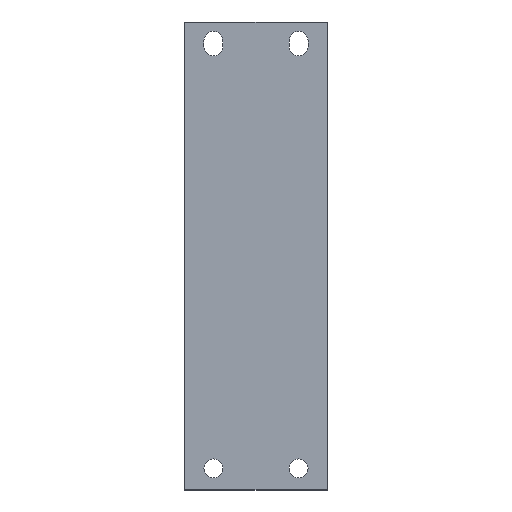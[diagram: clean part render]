
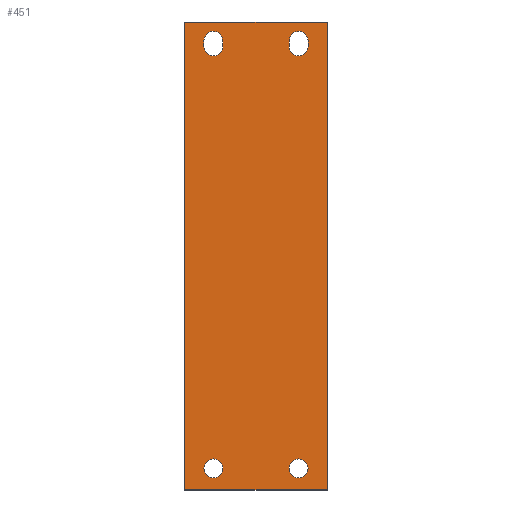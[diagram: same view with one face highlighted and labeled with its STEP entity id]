
A CAD part, top view. The second image highlights one B-rep face of the part: STEP entity #451.
In plain terms, the highlighted planar face has unit normal (0, 0, 1).
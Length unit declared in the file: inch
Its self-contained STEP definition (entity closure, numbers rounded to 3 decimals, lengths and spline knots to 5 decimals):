
#3 = AXIS2_PLACEMENT_3D ( 'NONE', #71, #220, #57 ) ;
#8 = CARTESIAN_POINT ( 'NONE',  ( 0.916, -3.735, 0.25 ) ) ;
#11 = EDGE_LOOP ( 'NONE', ( #354, #484, #462, #203 ) ) ;
#14 = FACE_OUTER_BOUND ( 'NONE', #623, .T. ) ;
#19 = AXIS2_PLACEMENT_3D ( 'NONE', #287, #311, #59 ) ;
#20 = AXIS2_PLACEMENT_3D ( 'NONE', #445, #42, #317 ) ;
#22 = LINE ( 'NONE', #25, #552 ) ;
#25 = CARTESIAN_POINT ( 'NONE',  ( -0.916, 3.685, 0.25 ) ) ;
#30 = ORIENTED_EDGE ( 'NONE', *, *, #517, .F. ) ;
#35 = EDGE_CURVE ( 'NONE', #72, #194, #619, .T. ) ;
#42 = DIRECTION ( 'NONE',  ( 0., 0., 1. ) ) ;
#45 = EDGE_LOOP ( 'NONE', ( #493, #303 ) ) ;
#48 = ORIENTED_EDGE ( 'NONE', *, *, #255, .F. ) ;
#57 = DIRECTION ( 'NONE',  ( 1., 0., 0. ) ) ;
#59 = DIRECTION ( 'NONE',  ( -1., 0., 0. ) ) ;
#64 = DIRECTION ( 'NONE',  ( 0., -1., 0. ) ) ;
#71 = CARTESIAN_POINT ( 'NONE',  ( -0.75, -3.735, 0.25 ) ) ;
#72 = VERTEX_POINT ( 'NONE', #286 ) ;
#78 = VERTEX_POINT ( 'NONE', #417 ) ;
#80 = VECTOR ( 'NONE', #408, 39.37008 ) ;
#86 = EDGE_LOOP ( 'NONE', ( #30, #638, #48, #341 ) ) ;
#97 = ORIENTED_EDGE ( 'NONE', *, *, #342, .F. ) ;
#106 = ORIENTED_EDGE ( 'NONE', *, *, #35, .T. ) ;
#107 = CIRCLE ( 'NONE', #271, 0.166 ) ;
#112 = VERTEX_POINT ( 'NONE', #298 ) ;
#114 = DIRECTION ( 'NONE',  ( 0., 0., 1. ) ) ;
#115 = CIRCLE ( 'NONE', #20, 0.166 ) ;
#130 = CARTESIAN_POINT ( 'NONE',  ( 0.75, -3.735, 0.25 ) ) ;
#138 = FACE_BOUND ( 'NONE', #11, .T. ) ;
#150 = VECTOR ( 'NONE', #624, 39.37008 ) ;
#155 = CARTESIAN_POINT ( 'NONE',  ( -1.25, 4.115, 0.25 ) ) ;
#159 = VERTEX_POINT ( 'NONE', #388 ) ;
#165 = LINE ( 'NONE', #444, #375 ) ;
#169 = ORIENTED_EDGE ( 'NONE', *, *, #492, .T. ) ;
#172 = DIRECTION ( 'NONE',  ( 0., -1., 0. ) ) ;
#174 = LINE ( 'NONE', #442, #596 ) ;
#178 = CARTESIAN_POINT ( 'NONE',  ( 0., 0., 0.25 ) ) ;
#179 = VERTEX_POINT ( 'NONE', #630 ) ;
#186 = CARTESIAN_POINT ( 'NONE',  ( -0.584, 3.685, 0.25 ) ) ;
#194 = VERTEX_POINT ( 'NONE', #585 ) ;
#200 = EDGE_CURVE ( 'NONE', #449, #78, #210, .T. ) ;
#203 = ORIENTED_EDGE ( 'NONE', *, *, #586, .F. ) ;
#210 = CIRCLE ( 'NONE', #3, 0.166 ) ;
#214 = VERTEX_POINT ( 'NONE', #379 ) ;
#216 = DIRECTION ( 'NONE',  ( 0., 0., 1. ) ) ;
#220 = DIRECTION ( 'NONE',  ( 0., 0., 1. ) ) ;
#231 = FACE_BOUND ( 'NONE', #86, .T. ) ;
#233 = CIRCLE ( 'NONE', #19, 0.166 ) ;
#237 = DIRECTION ( 'NONE',  ( 1., 0., 0. ) ) ;
#238 = EDGE_CURVE ( 'NONE', #419, #214, #233, .T. ) ;
#243 = FACE_BOUND ( 'NONE', #45, .T. ) ;
#249 = CARTESIAN_POINT ( 'NONE',  ( 1.25, 4.115, 0.25 ) ) ;
#255 = EDGE_CURVE ( 'NONE', #428, #350, #537, .T. ) ;
#262 = CARTESIAN_POINT ( 'NONE',  ( 1.25, 4.115, 0.25 ) ) ;
#263 = DIRECTION ( 'NONE',  ( 0., 0., 1. ) ) ;
#271 = AXIS2_PLACEMENT_3D ( 'NONE', #332, #216, #237 ) ;
#281 = VERTEX_POINT ( 'NONE', #433 ) ;
#284 = VECTOR ( 'NONE', #172, 39.37008 ) ;
#286 = CARTESIAN_POINT ( 'NONE',  ( -1.25, 4.115, 0.25 ) ) ;
#287 = CARTESIAN_POINT ( 'NONE',  ( 0.75, 3.785, 0.25 ) ) ;
#292 = EDGE_CURVE ( 'NONE', #159, #428, #525, .T. ) ;
#297 = LINE ( 'NONE', #155, #327 ) ;
#298 = CARTESIAN_POINT ( 'NONE',  ( 0.584, 3.685, 0.25 ) ) ;
#303 = ORIENTED_EDGE ( 'NONE', *, *, #597, .F. ) ;
#305 = DIRECTION ( 'NONE',  ( 1., 0., 0. ) ) ;
#306 = DIRECTION ( 'NONE',  ( -1., 0., 0. ) ) ;
#309 = EDGE_CURVE ( 'NONE', #350, #281, #22, .T. ) ;
#311 = DIRECTION ( 'NONE',  ( 0., 0., 1. ) ) ;
#313 = LINE ( 'NONE', #249, #80 ) ;
#317 = DIRECTION ( 'NONE',  ( 1., 0., 0. ) ) ;
#327 = VECTOR ( 'NONE', #306, 39.37008 ) ;
#330 = AXIS2_PLACEMENT_3D ( 'NONE', #130, #114, #346 ) ;
#332 = CARTESIAN_POINT ( 'NONE',  ( 0.75, -3.735, 0.25 ) ) ;
#336 = VERTEX_POINT ( 'NONE', #8 ) ;
#341 = ORIENTED_EDGE ( 'NONE', *, *, #292, .F. ) ;
#342 = EDGE_CURVE ( 'NONE', #78, #449, #115, .T. ) ;
#346 = DIRECTION ( 'NONE',  ( 1., 0., 0. ) ) ;
#348 = DIRECTION ( 'NONE',  ( 0., 1., 0. ) ) ;
#350 = VERTEX_POINT ( 'NONE', #498 ) ;
#354 = ORIENTED_EDGE ( 'NONE', *, *, #366, .F. ) ;
#356 = CARTESIAN_POINT ( 'NONE',  ( -0.916, -3.735, 0.25 ) ) ;
#361 = DIRECTION ( 'NONE',  ( -1., 0., 0. ) ) ;
#363 = ORIENTED_EDGE ( 'NONE', *, *, #448, .T. ) ;
#366 = EDGE_CURVE ( 'NONE', #112, #179, #555, .T. ) ;
#375 = VECTOR ( 'NONE', #348, 39.37008 ) ;
#377 = CARTESIAN_POINT ( 'NONE',  ( 0.584, -3.735, 0.25 ) ) ;
#379 = CARTESIAN_POINT ( 'NONE',  ( 0.584, 3.785, 0.25 ) ) ;
#388 = CARTESIAN_POINT ( 'NONE',  ( -0.584, 3.685, 0.25 ) ) ;
#408 = DIRECTION ( 'NONE',  ( 0., 1., 0. ) ) ;
#411 = VECTOR ( 'NONE', #64, 39.37008 ) ;
#415 = AXIS2_PLACEMENT_3D ( 'NONE', #526, #513, #305 ) ;
#416 = CARTESIAN_POINT ( 'NONE',  ( -0.75, 3.785, 0.25 ) ) ;
#417 = CARTESIAN_POINT ( 'NONE',  ( -0.584, -3.735, 0.25 ) ) ;
#419 = VERTEX_POINT ( 'NONE', #504 ) ;
#428 = VERTEX_POINT ( 'NONE', #434 ) ;
#433 = CARTESIAN_POINT ( 'NONE',  ( -0.916, 3.685, 0.25 ) ) ;
#434 = CARTESIAN_POINT ( 'NONE',  ( -0.584, 3.785, 0.25 ) ) ;
#436 = EDGE_CURVE ( 'NONE', #214, #112, #454, .T. ) ;
#442 = CARTESIAN_POINT ( 'NONE',  ( -1.25, -4.115, 0.25 ) ) ;
#444 = CARTESIAN_POINT ( 'NONE',  ( 0.916, 3.685, 0.25 ) ) ;
#445 = CARTESIAN_POINT ( 'NONE',  ( -0.75, -3.735, 0.25 ) ) ;
#448 = EDGE_CURVE ( 'NONE', #470, #72, #297, .T. ) ;
#449 = VERTEX_POINT ( 'NONE', #356 ) ;
#451 = ADVANCED_FACE ( 'NONE', ( #138, #231, #507, #243, #14 ), #602, .T. ) ;
#454 = LINE ( 'NONE', #464, #411 ) ;
#457 = VERTEX_POINT ( 'NONE', #377 ) ;
#462 = ORIENTED_EDGE ( 'NONE', *, *, #238, .F. ) ;
#464 = CARTESIAN_POINT ( 'NONE',  ( 0.584, 3.685, 0.25 ) ) ;
#467 = AXIS2_PLACEMENT_3D ( 'NONE', #416, #263, #508 ) ;
#470 = VERTEX_POINT ( 'NONE', #262 ) ;
#475 = CARTESIAN_POINT ( 'NONE',  ( 1.25, -4.115, 0.25 ) ) ;
#483 = VERTEX_POINT ( 'NONE', #475 ) ;
#484 = ORIENTED_EDGE ( 'NONE', *, *, #436, .F. ) ;
#492 = EDGE_CURVE ( 'NONE', #483, #470, #313, .T. ) ;
#493 = ORIENTED_EDGE ( 'NONE', *, *, #556, .F. ) ;
#495 = DIRECTION ( 'NONE',  ( 0., 0., 1. ) ) ;
#498 = CARTESIAN_POINT ( 'NONE',  ( -0.916, 3.785, 0.25 ) ) ;
#500 = ORIENTED_EDGE ( 'NONE', *, *, #200, .F. ) ;
#504 = CARTESIAN_POINT ( 'NONE',  ( 0.916, 3.785, 0.25 ) ) ;
#507 = FACE_BOUND ( 'NONE', #534, .T. ) ;
#508 = DIRECTION ( 'NONE',  ( 1., 0., 0. ) ) ;
#513 = DIRECTION ( 'NONE',  ( 0., 0., 1. ) ) ;
#515 = CIRCLE ( 'NONE', #415, 0.166 ) ;
#517 = EDGE_CURVE ( 'NONE', #281, #159, #515, .T. ) ;
#525 = LINE ( 'NONE', #186, #150 ) ;
#526 = CARTESIAN_POINT ( 'NONE',  ( -0.75, 3.685, 0.25 ) ) ;
#532 = DIRECTION ( 'NONE',  ( 1., 0., 0. ) ) ;
#534 = EDGE_LOOP ( 'NONE', ( #97, #500 ) ) ;
#537 = CIRCLE ( 'NONE', #467, 0.166 ) ;
#538 = CARTESIAN_POINT ( 'NONE',  ( 0.75, 3.685, 0.25 ) ) ;
#540 = CIRCLE ( 'NONE', #330, 0.166 ) ;
#550 = DIRECTION ( 'NONE',  ( 0., -1., 0. ) ) ;
#552 = VECTOR ( 'NONE', #550, 39.37008 ) ;
#555 = CIRCLE ( 'NONE', #606, 0.166 ) ;
#556 = EDGE_CURVE ( 'NONE', #336, #457, #107, .T. ) ;
#558 = DIRECTION ( 'NONE',  ( 1., 0., 0. ) ) ;
#572 = DIRECTION ( 'NONE',  ( 0., 0., 1. ) ) ;
#585 = CARTESIAN_POINT ( 'NONE',  ( -1.25, -4.115, 0.25 ) ) ;
#586 = EDGE_CURVE ( 'NONE', #179, #419, #165, .T. ) ;
#596 = VECTOR ( 'NONE', #532, 39.37008 ) ;
#597 = EDGE_CURVE ( 'NONE', #457, #336, #540, .T. ) ;
#599 = CARTESIAN_POINT ( 'NONE',  ( -1.25, 4.115, 0.25 ) ) ;
#601 = EDGE_CURVE ( 'NONE', #194, #483, #174, .T. ) ;
#602 = PLANE ( 'NONE',  #634 ) ;
#606 = AXIS2_PLACEMENT_3D ( 'NONE', #538, #495, #361 ) ;
#608 = ORIENTED_EDGE ( 'NONE', *, *, #601, .T. ) ;
#619 = LINE ( 'NONE', #599, #284 ) ;
#623 = EDGE_LOOP ( 'NONE', ( #106, #608, #169, #363 ) ) ;
#624 = DIRECTION ( 'NONE',  ( 0., 1., 0. ) ) ;
#630 = CARTESIAN_POINT ( 'NONE',  ( 0.916, 3.685, 0.25 ) ) ;
#634 = AXIS2_PLACEMENT_3D ( 'NONE', #178, #572, #558 ) ;
#638 = ORIENTED_EDGE ( 'NONE', *, *, #309, .F. ) ;
